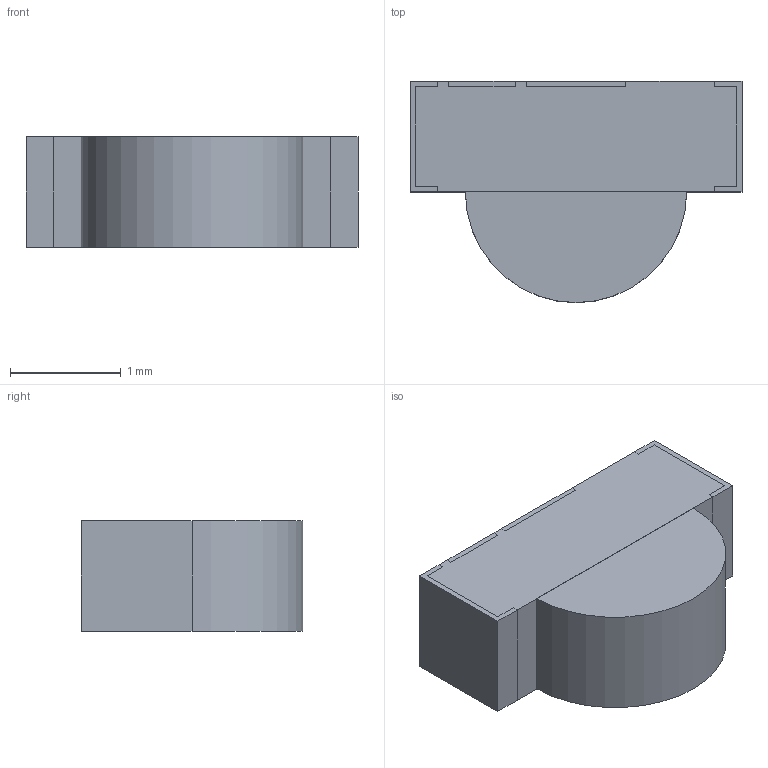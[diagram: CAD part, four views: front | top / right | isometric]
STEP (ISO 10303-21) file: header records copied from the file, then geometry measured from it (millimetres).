
FILE_DESCRIPTION((''),'2;1');
FILE_NAME('LED_DIALIGHT_597-2111-407F.stp','2015-09-14T19:04:26',(''),(''),'Mechanical Desktop 2011','Mechanical Desktop 2011',', , ');
FILE_SCHEMA(('AUTOMOTIVE_DESIGN { 1 2 10303 214 1 1 1 1 }'));
Length unit declared in the file: millimetre
Products named in the file (1): Product
Bounding box: 3 x 2 x 1 mm (x, y, z)
Volume: 4.6 mm3; surface area: 31.5 mm2
Topology: 7 solids, 7 shells, 76 faces, 186 edges, 124 vertices
Faces by surface type: bspline 56, plane 16, cylinder 4
Entity records: 2393 total; most frequent: CARTESIAN_POINT 681, ORIENTED_EDGE 372, DIRECTION 254, EDGE_CURVE 186, VECTOR 160, LINE 160, VERTEX_POINT 124, EDGE_LOOP 76
